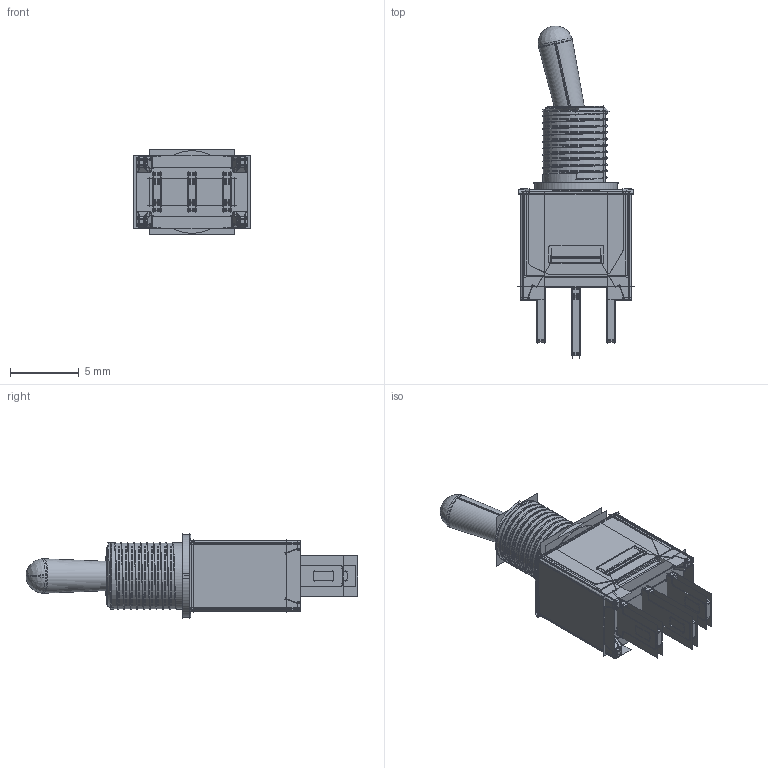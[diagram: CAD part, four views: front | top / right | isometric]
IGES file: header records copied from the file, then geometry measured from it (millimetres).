
Start section: PROPRIETARY NOTE: NOTICE TO ALL PERSONS RECEIVING THIS FILE. THIS FILE IS THE PROPERTY OF CARLINGSWITCH, INC. AND IS NOT TO BE DISCLOSED, REPRODUCED IN WHOLE OR IN PART OR USED FOR MANUFACTURING PURPOSES BY ANYONE WITHOUT THE CONSENT OF CARLING TECHNOLOGIES, INC.
Global section: file name: 2s1-msp1-t2-b1-m1qe_asm.igs; native system: Creo Parametric by PTC Inc.; preprocessor: 2015480; author: adamlydecker; organization: Unknown; date: 20160531.153806; units: inch
Bounding box: 8.42 x 24.1 x 6.24 mm (x, y, z)
Volume: 914.5 mm3; surface area: 16897 mm2
Topology: 7 solids, 7 shells, 872 faces, 6027 edges, 8603 vertices
Faces by surface type: bspline 480, revolution 392
